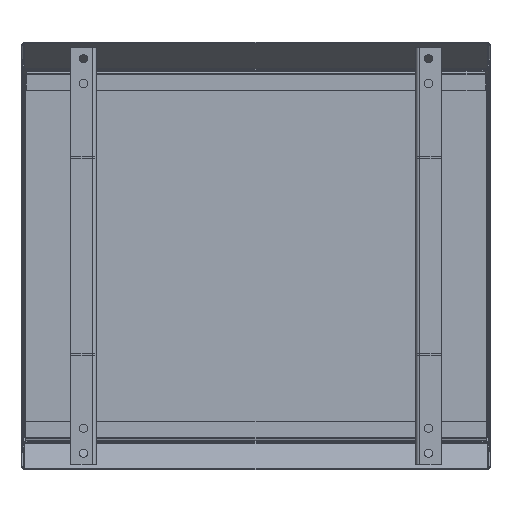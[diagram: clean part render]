
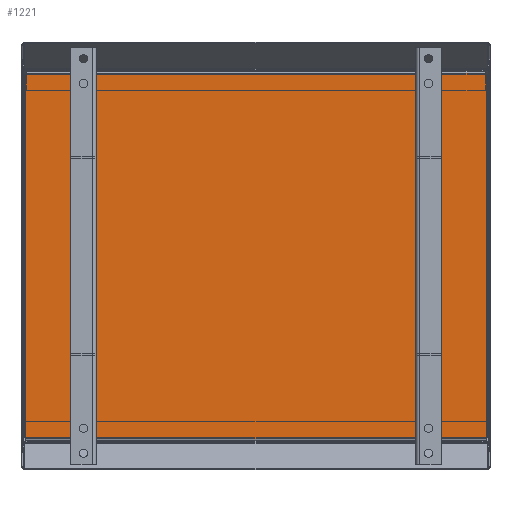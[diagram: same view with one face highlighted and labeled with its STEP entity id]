
A CAD part, front view. The second image highlights one B-rep face of the part: STEP entity #1221.
In plain terms, the highlighted planar face has unit normal (0, -1, 0).
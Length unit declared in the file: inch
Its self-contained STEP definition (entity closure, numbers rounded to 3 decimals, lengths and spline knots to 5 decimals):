
#37 = DIRECTION ( 'NONE',  ( 0., 1., 0. ) ) ;
#298 = ORIENTED_EDGE ( 'NONE', *, *, #2075, .F. ) ;
#485 = CARTESIAN_POINT ( 'NONE',  ( -15.6778, -23., 2.6875 ) ) ;
#660 = CARTESIAN_POINT ( 'NONE',  ( 15.6778, -23., 2.6875 ) ) ;
#805 = LINE ( 'NONE', #4735, #8755 ) ;
#997 = CARTESIAN_POINT ( 'NONE',  ( -15.6778, -23., 2.6875 ) ) ;
#1005 = ORIENTED_EDGE ( 'NONE', *, *, #8119, .F. ) ;
#1170 = VECTOR ( 'NONE', #3905, 39.37008 ) ;
#1221 = ADVANCED_FACE ( 'NONE', ( #3868 ), #7250, .F. ) ;
#1362 = VERTEX_POINT ( 'NONE', #7524 ) ;
#1510 = DIRECTION ( 'NONE',  ( 1., 0., 0. ) ) ;
#1804 = CARTESIAN_POINT ( 'NONE',  ( 15.5972, -23., 2.6875 ) ) ;
#1849 = CARTESIAN_POINT ( 'NONE',  ( -15.6778, -23., 2.6875 ) ) ;
#1933 = EDGE_CURVE ( 'NONE', #9922, #2454, #8460, .T. ) ;
#1951 = EDGE_CURVE ( 'NONE', #1362, #2405, #8149, .T. ) ;
#2015 = ORIENTED_EDGE ( 'NONE', *, *, #1933, .F. ) ;
#2075 = EDGE_CURVE ( 'NONE', #5665, #9453, #2518, .T. ) ;
#2196 = LINE ( 'NONE', #3112, #5747 ) ;
#2315 = EDGE_CURVE ( 'NONE', #5880, #5315, #805, .T. ) ;
#2405 = VERTEX_POINT ( 'NONE', #8030 ) ;
#2454 = VERTEX_POINT ( 'NONE', #4160 ) ;
#2456 = DIRECTION ( 'NONE',  ( 1., 0., 0. ) ) ;
#2518 = LINE ( 'NONE', #8998, #7737 ) ;
#2574 = CARTESIAN_POINT ( 'NONE',  ( 15.6778, -23., -22.0625 ) ) ;
#2704 = ORIENTED_EDGE ( 'NONE', *, *, #5196, .F. ) ;
#2807 = LINE ( 'NONE', #3403, #8502 ) ;
#3020 = ORIENTED_EDGE ( 'NONE', *, *, #9942, .F. ) ;
#3112 = CARTESIAN_POINT ( 'NONE',  ( -15.6028, -23., 2.6875 ) ) ;
#3159 = CARTESIAN_POINT ( 'NONE',  ( -15.6778, -23., -22.1325 ) ) ;
#3275 = LINE ( 'NONE', #9060, #9235 ) ;
#3403 = CARTESIAN_POINT ( 'NONE',  ( -15.6778, -23., 2.6875 ) ) ;
#3492 = DIRECTION ( 'NONE',  ( 0., 0., -1. ) ) ;
#3512 = LINE ( 'NONE', #1849, #7133 ) ;
#3717 = DIRECTION ( 'NONE',  ( 0., 0., -1. ) ) ;
#3733 = DIRECTION ( 'NONE',  ( 1., 0., 0. ) ) ;
#3868 = FACE_OUTER_BOUND ( 'NONE', #6140, .T. ) ;
#3905 = DIRECTION ( 'NONE',  ( 0., 0., -1. ) ) ;
#3955 = DIRECTION ( 'NONE',  ( -1., 0., 0. ) ) ;
#4087 = EDGE_CURVE ( 'NONE', #8914, #1362, #3275, .T. ) ;
#4160 = CARTESIAN_POINT ( 'NONE',  ( -15.6028, -23., 2.6875 ) ) ;
#4464 = LINE ( 'NONE', #4514, #6968 ) ;
#4514 = CARTESIAN_POINT ( 'NONE',  ( 15.5972, -23., 2.6875 ) ) ;
#4694 = ORIENTED_EDGE ( 'NONE', *, *, #4797, .F. ) ;
#4708 = CARTESIAN_POINT ( 'NONE',  ( -15.6778, -23., 2.6875 ) ) ;
#4735 = CARTESIAN_POINT ( 'NONE',  ( -15.6778, -23., 2.7575 ) ) ;
#4797 = EDGE_CURVE ( 'NONE', #5315, #5665, #4464, .T. ) ;
#5024 = ORIENTED_EDGE ( 'NONE', *, *, #7515, .F. ) ;
#5144 = DIRECTION ( 'NONE',  ( 0., 0., 1. ) ) ;
#5196 = EDGE_CURVE ( 'NONE', #5529, #9922, #3512, .T. ) ;
#5315 = VERTEX_POINT ( 'NONE', #5465 ) ;
#5441 = DIRECTION ( 'NONE',  ( 0., 0., 1. ) ) ;
#5465 = CARTESIAN_POINT ( 'NONE',  ( 15.5972, -23., 2.7575 ) ) ;
#5529 = VERTEX_POINT ( 'NONE', #7265 ) ;
#5665 = VERTEX_POINT ( 'NONE', #1804 ) ;
#5747 = VECTOR ( 'NONE', #5441, 39.37008 ) ;
#5880 = VERTEX_POINT ( 'NONE', #6398 ) ;
#5940 = CARTESIAN_POINT ( 'NONE',  ( 15.6778, -23., 2.6875 ) ) ;
#6140 = EDGE_LOOP ( 'NONE', ( #3020, #7513, #8441, #1005, #298, #4694, #7890, #5024, #2015, #2704 ) ) ;
#6398 = CARTESIAN_POINT ( 'NONE',  ( -15.6028, -23., 2.7575 ) ) ;
#6968 = VECTOR ( 'NONE', #3717, 39.37008 ) ;
#7116 = AXIS2_PLACEMENT_3D ( 'NONE', #4708, #37, #8009 ) ;
#7133 = VECTOR ( 'NONE', #5144, 39.37008 ) ;
#7250 = PLANE ( 'NONE',  #7116 ) ;
#7265 = CARTESIAN_POINT ( 'NONE',  ( -15.6778, -23., -22.0625 ) ) ;
#7513 = ORIENTED_EDGE ( 'NONE', *, *, #1951, .F. ) ;
#7515 = EDGE_CURVE ( 'NONE', #2454, #5880, #2196, .T. ) ;
#7524 = CARTESIAN_POINT ( 'NONE',  ( 15.6778, -23., -22.1325 ) ) ;
#7737 = VECTOR ( 'NONE', #1510, 39.37008 ) ;
#7890 = ORIENTED_EDGE ( 'NONE', *, *, #2315, .F. ) ;
#7939 = LINE ( 'NONE', #660, #1170 ) ;
#8009 = DIRECTION ( 'NONE',  ( 0., 0., 1. ) ) ;
#8030 = CARTESIAN_POINT ( 'NONE',  ( -15.6778, -23., -22.1325 ) ) ;
#8119 = EDGE_CURVE ( 'NONE', #9453, #8914, #7939, .T. ) ;
#8149 = LINE ( 'NONE', #3159, #10293 ) ;
#8441 = ORIENTED_EDGE ( 'NONE', *, *, #4087, .F. ) ;
#8460 = LINE ( 'NONE', #485, #10463 ) ;
#8502 = VECTOR ( 'NONE', #9128, 39.37008 ) ;
#8755 = VECTOR ( 'NONE', #2456, 39.37008 ) ;
#8914 = VERTEX_POINT ( 'NONE', #2574 ) ;
#8998 = CARTESIAN_POINT ( 'NONE',  ( -15.6778, -23., 2.6875 ) ) ;
#9060 = CARTESIAN_POINT ( 'NONE',  ( 15.6778, -23., 2.6875 ) ) ;
#9128 = DIRECTION ( 'NONE',  ( 0., 0., 1. ) ) ;
#9235 = VECTOR ( 'NONE', #3492, 39.37008 ) ;
#9453 = VERTEX_POINT ( 'NONE', #5940 ) ;
#9922 = VERTEX_POINT ( 'NONE', #997 ) ;
#9942 = EDGE_CURVE ( 'NONE', #2405, #5529, #2807, .T. ) ;
#10293 = VECTOR ( 'NONE', #3955, 39.37008 ) ;
#10463 = VECTOR ( 'NONE', #3733, 39.37008 ) ;
